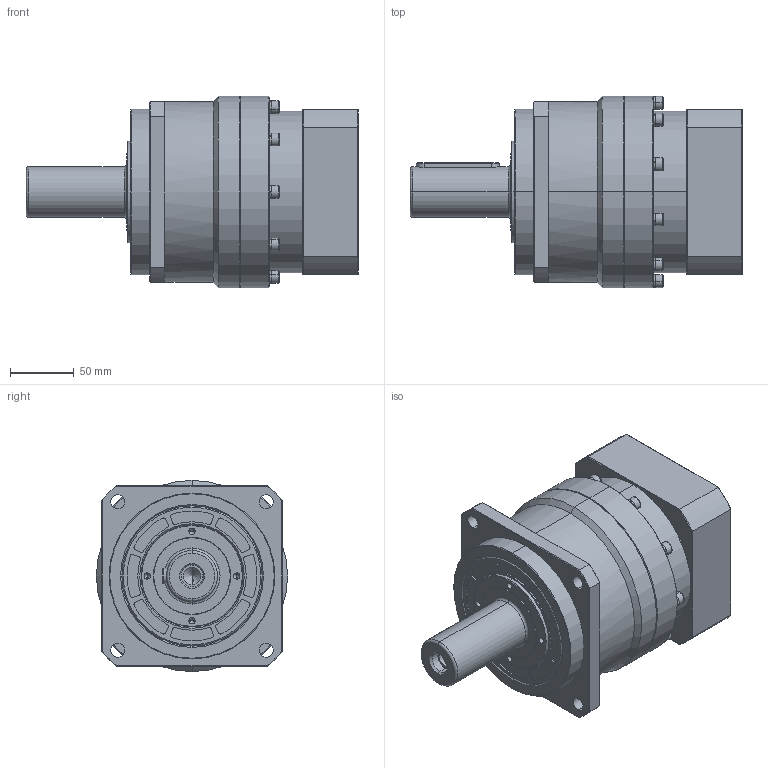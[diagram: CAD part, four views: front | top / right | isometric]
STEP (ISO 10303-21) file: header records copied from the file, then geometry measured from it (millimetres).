
FILE_DESCRIPTION (( 'STEP AP214' ), '1' );
FILE_NAME ('KS142L1-95-24-78.5-M6-115俋倛芞.STEP', '2023-07-28T07:30:57', ( 'PC' ), ( 'Microsoft' ), 'SwSTEP 2.0', 'SolidWorks 2016', '' );
FILE_SCHEMA (( 'AUTOMOTIVE_DESIGN' ));
Length unit declared in the file: millimetre
Products named in the file (13): spring lock washers--normal type gb_GB_FASTENER_WASHER_SW 8; hexagon socket head cap screws gb_GB_FASTENER_SCREWS_HSHCS M6X35-N; spring lock washers--normal type gb_GB_FASTENER_WASHER_SW 6; 標杶D40 KB142-35謂蚚; 萇儂楊擘KB142-95-M6-115F130H43.5; 笢潔楊擘KS142俋倛芞; 一级齿圈加出轴KS142外形图; KS142L1-95-24-78.5-M6-115俋倛芞; 一级整体太阳轮KB142-D35外形图; 35-24曹噤杶; hexagon socket head cap screws gb_GB_FASTENER_SCREWS_HSHCS M10X35-N; hex socket set screws with flat point gb_GB_FASTENER_SCREWS_HSFP M16X16-N; hexagon socket head cap screws gb_GB_FASTENER_SCREWS_HSHCS M8X30-N
Assembly tree (40 placements, depth 2):
  KS142L1-95-24-78.5-M6-115俋倛芞
    一级齿圈加出轴KS142外形图
    笢潔楊擘KS142俋倛芞
    萇儂楊擘KB142-95-M6-115F130H43.5
    標杶D40 KB142-35謂蚚
    spring lock washers--normal type gb_GB_FASTENER_WASHER_SW 6  x10
    hexagon socket head cap screws gb_GB_FASTENER_SCREWS_HSHCS M6X35-N  x10
    spring lock washers--normal type gb_GB_FASTENER_WASHER_SW 8  x6
    hexagon socket head cap screws gb_GB_FASTENER_SCREWS_HSHCS M8X30-N  x6
    hex socket set screws with flat point gb_GB_FASTENER_SCREWS_HSFP M16X16-N
    hexagon socket head cap screws gb_GB_FASTENER_SCREWS_HSHCS M10X35-N
    35-24曹噤杶
    一级整体太阳轮KB142-D35外形图
Bounding box: 260.5 x 150 x 150 mm (x, y, z)
Volume: 2670284.6 mm3; surface area: 295044.9 mm2
Topology: 40 solids, 40 shells, 1045 faces, 2480 edges, 1525 vertices
Faces by surface type: plane 455, cylinder 373, cone 179, torus 38
Entity records: 18173 total; most frequent: CARTESIAN_POINT 3341, DIRECTION 3030, ORIENTED_EDGE 2644, EDGE_CURVE 1322, AXIS2_PLACEMENT_3D 1212, VERTEX_POINT 839, EDGE_LOOP 653, CIRCLE 614
